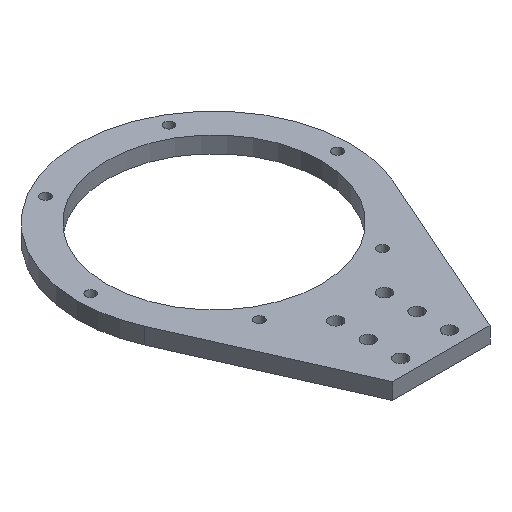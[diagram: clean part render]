
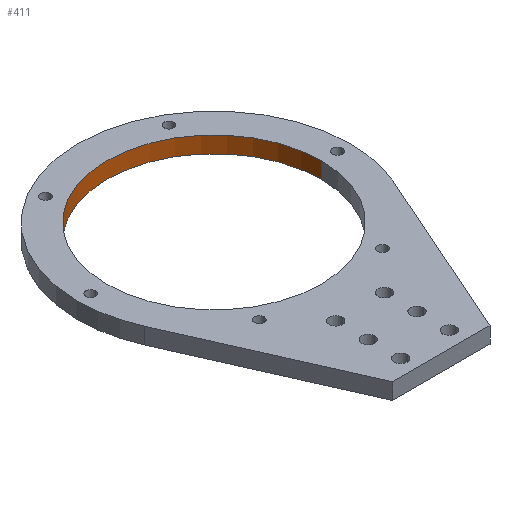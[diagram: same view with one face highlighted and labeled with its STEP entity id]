
A CAD part, isometric view. The second image highlights one B-rep face of the part: STEP entity #411.
In plain terms, the highlighted cylindrical face has radius 33 mm (diameter 66 mm), a partial arc.
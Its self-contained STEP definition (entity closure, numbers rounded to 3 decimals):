
#72 = DIRECTION ( 'NONE',  ( 1., 0., 0. ) ) ;
#79 = AXIS2_PLACEMENT_3D ( 'NONE', #771, #279, #393 ) ;
#149 = CARTESIAN_POINT ( 'NONE',  ( -33., 0., 5. ) ) ;
#150 = VERTEX_POINT ( 'NONE', #863 ) ;
#188 = EDGE_CURVE ( 'NONE', #681, #329, #704, .T. ) ;
#198 = AXIS2_PLACEMENT_3D ( 'NONE', #1037, #1143, #72 ) ;
#248 = DIRECTION ( 'NONE',  ( 0., 0., -1. ) ) ;
#279 = DIRECTION ( 'NONE',  ( 0., 0., 1. ) ) ;
#323 = CARTESIAN_POINT ( 'NONE',  ( 33., 0., 0. ) ) ;
#329 = VERTEX_POINT ( 'NONE', #965 ) ;
#367 = CIRCLE ( 'NONE', #198, 33. ) ;
#393 = DIRECTION ( 'NONE',  ( 1., 0., 0. ) ) ;
#411 = ADVANCED_FACE ( 'NONE', ( #831 ), #514, .F. ) ;
#435 = DIRECTION ( 'NONE',  ( -1., 0., 0. ) ) ;
#467 = VERTEX_POINT ( 'NONE', #323 ) ;
#501 = ORIENTED_EDGE ( 'NONE', *, *, #684, .F. ) ;
#514 = CYLINDRICAL_SURFACE ( 'NONE', #1122, 33. ) ;
#595 = ORIENTED_EDGE ( 'NONE', *, *, #188, .T. ) ;
#622 = EDGE_CURVE ( 'NONE', #681, #467, #1235, .T. ) ;
#631 = EDGE_CURVE ( 'NONE', #329, #150, #992, .T. ) ;
#640 = DIRECTION ( 'NONE',  ( 0., 0., -1. ) ) ;
#681 = VERTEX_POINT ( 'NONE', #931 ) ;
#684 = EDGE_CURVE ( 'NONE', #467, #150, #367, .T. ) ;
#704 = CIRCLE ( 'NONE', #79, 33. ) ;
#707 = VECTOR ( 'NONE', #640, 1000. ) ;
#719 = CARTESIAN_POINT ( 'NONE',  ( 0., 0., 5. ) ) ;
#721 = DIRECTION ( 'NONE',  ( 0., 0., -1. ) ) ;
#771 = CARTESIAN_POINT ( 'NONE',  ( 0., 0., 5. ) ) ;
#822 = CARTESIAN_POINT ( 'NONE',  ( 33., 0., 5. ) ) ;
#831 = FACE_OUTER_BOUND ( 'NONE', #1243, .T. ) ;
#863 = CARTESIAN_POINT ( 'NONE',  ( -33., 0., 0. ) ) ;
#888 = ORIENTED_EDGE ( 'NONE', *, *, #622, .F. ) ;
#924 = VECTOR ( 'NONE', #248, 1000. ) ;
#931 = CARTESIAN_POINT ( 'NONE',  ( 33., 0., 5. ) ) ;
#965 = CARTESIAN_POINT ( 'NONE',  ( -33., 0., 5. ) ) ;
#992 = LINE ( 'NONE', #149, #924 ) ;
#1010 = ORIENTED_EDGE ( 'NONE', *, *, #631, .T. ) ;
#1037 = CARTESIAN_POINT ( 'NONE',  ( 0., 0., 0. ) ) ;
#1122 = AXIS2_PLACEMENT_3D ( 'NONE', #719, #721, #435 ) ;
#1143 = DIRECTION ( 'NONE',  ( 0., 0., 1. ) ) ;
#1235 = LINE ( 'NONE', #822, #707 ) ;
#1243 = EDGE_LOOP ( 'NONE', ( #888, #595, #1010, #501 ) ) ;
